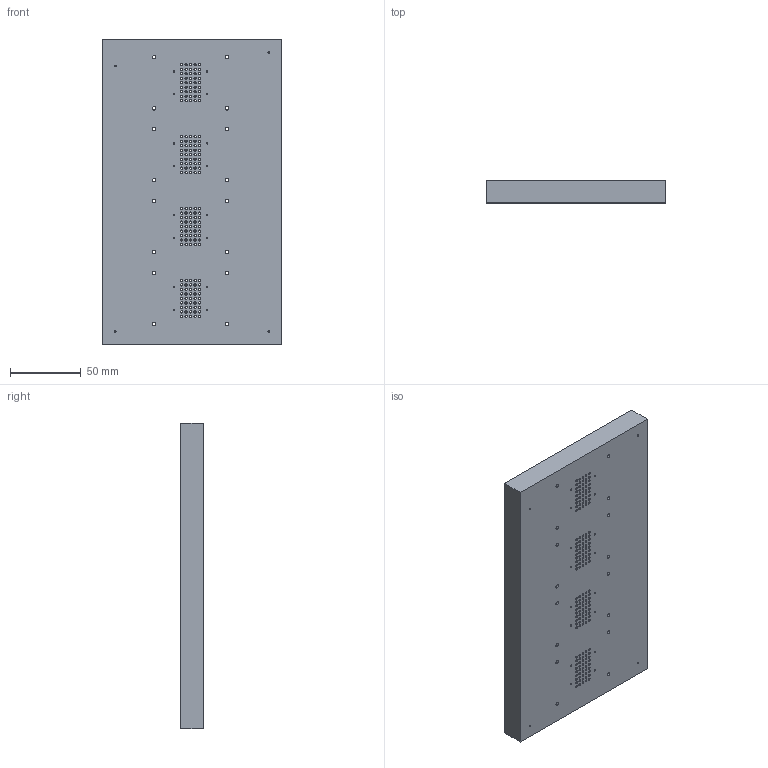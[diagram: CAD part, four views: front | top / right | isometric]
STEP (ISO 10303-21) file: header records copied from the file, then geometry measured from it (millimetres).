
FILE_DESCRIPTION(/* description */ (''),/* implementation_level */ '2;1');
FILE_NAME(/* name */ 'Tamale Assembly Plate 0p625in.stp',/* time_stamp */ '2022-01-07T12:55:19-06:00',/* author */ ('Caleb'),/* organization */ (''),/* preprocessor_version */ 'ST-DEVELOPER v18.1',/* originating_system */ 'Autodesk Inventor 2022',/* authorisation */ '');
FILE_SCHEMA (('AUTOMOTIVE_DESIGN { 1 0 10303 214 3 1 1 }'));
Length unit declared in the file: millimetre
Products named in the file (1): Tamale Assembly Plate 0p625in
Bounding box: 127 x 15.88 x 215.9 mm (x, y, z)
Volume: 388952.8 mm3; surface area: 82244.9 mm2
Topology: 1 solids, 1 shells, 303 faces, 876 edges, 584 vertices
Faces by surface type: cylinder 252, plane 51
Full cylindrical faces by diameter (mm): 1.021 x20, 1.6 x180, 2.5 x16
Entity records: 11159 total; most frequent: DIRECTION 1988, CARTESIAN_POINT 1764, ORIENTED_EDGE 1752, EDGE_CURVE 876, AXIS2_PLACEMENT_3D 808, EDGE_LOOP 744, VERTEX_POINT 584, CIRCLE 504
